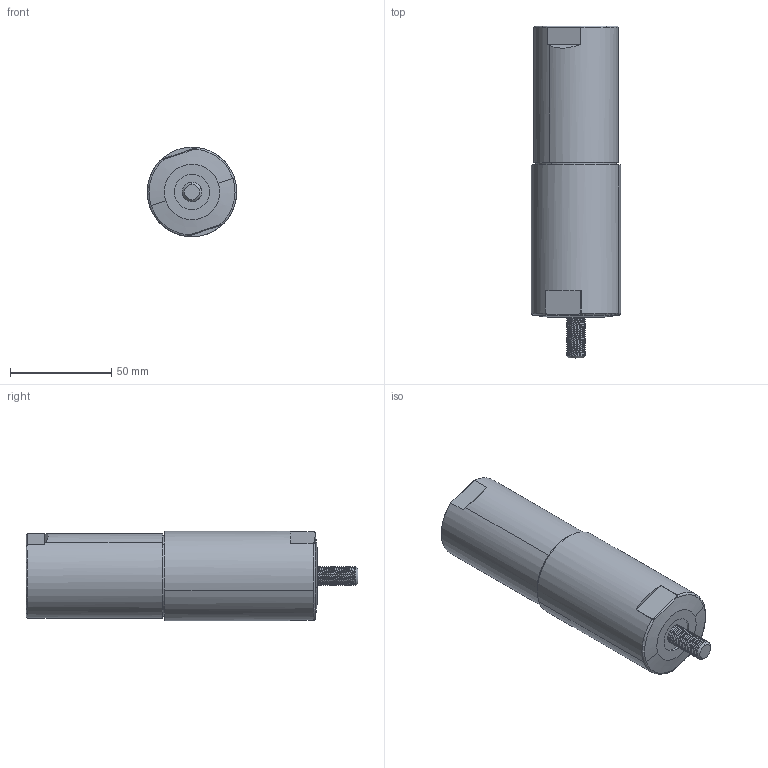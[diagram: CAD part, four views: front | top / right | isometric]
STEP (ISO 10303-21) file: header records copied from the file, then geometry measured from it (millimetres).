
FILE_DESCRIPTION (( 'STEP AP214' ), '1' );
FILE_NAME ('OSM55-055RV.STEP', '2022-01-24T22:19:58', ( '' ), ( '' ), 'SwSTEP 2.0', 'SolidWorks 2021', '' );
FILE_SCHEMA (( 'AUTOMOTIVE_DESIGN' ));
Length unit declared in the file: millimetre
Products named in the file (1): OSM55-055RV
Bounding box: 44.15 x 163.65 x 44.14 mm (x, y, z)
Surface area: 26433.6 mm2 (no closed solid volume)
Topology: 0 solids, 4 shells, 103 faces, 292 edges, 193 vertices
Faces by surface type: cylinder 57, plane 20, cone 14, bspline 9, torus 3
Entity records: 7452 total; most frequent: CARTESIAN_POINT 3909, ORIENTED_EDGE 548, DIRECTION 453, EDGE_CURVE 292, VERTEX_POINT 193, AXIS2_PLACEMENT_3D 179, EDGE_LOOP 109, UNCERTAINTY_MEASURE_WITH_UNIT 105
